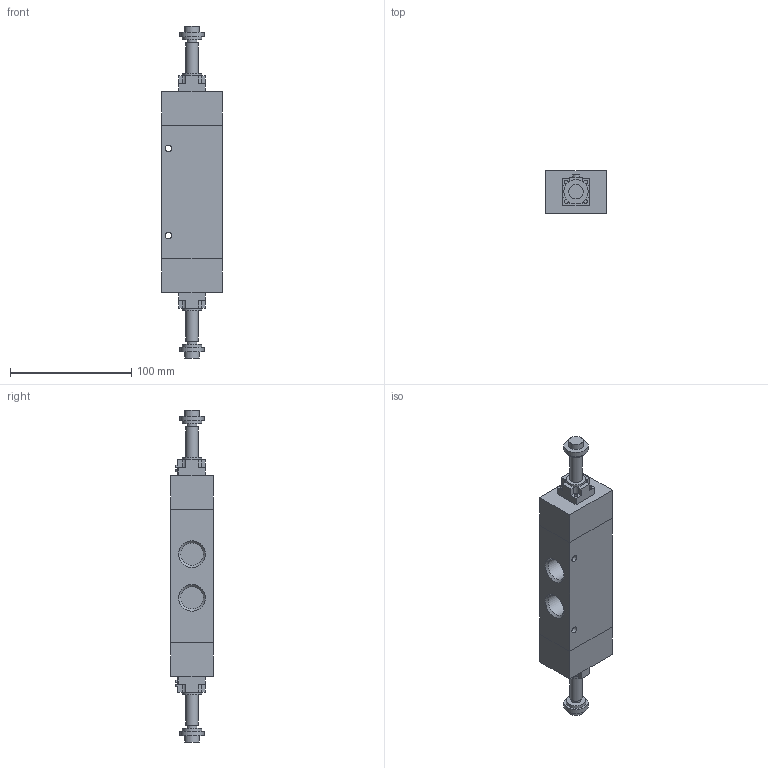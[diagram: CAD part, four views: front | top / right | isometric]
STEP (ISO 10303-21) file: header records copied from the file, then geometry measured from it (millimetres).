
FILE_DESCRIPTION((''),'2;1');
FILE_NAME('412-2_53_##_0_0_M2.stp','2006-11-25T09:11:47',('rivolro1'),(''),'Autodesk Inventor 11','Autodesk Inventor 11','');
FILE_SCHEMA(('AUTOMOTIVE_DESIGN { 1 0 10303 214 1 1 1 1 }'));
Length unit declared in the file: millimetre
Products named in the file (3): 412-2_53_##_0_0_M2; M2
Assembly tree (3 placements, depth 2):
  412-2_53_##_0_0_M2
    412-2_53_##_0_0_M2
    M2  x2
Bounding box: 50 x 35 x 274 mm (x, y, z)
Volume: 287984.7 mm3; surface area: 46106.8 mm2
Topology: 3 solids, 3 shells, 157 faces, 369 edges, 245 vertices
Faces by surface type: plane 89, cylinder 42, bspline 26
Full cylindrical faces by diameter (mm): 3 x2, 8 x2, 10 x2, 12 x2, 16 x4, 20 x2
Entity records: 2951 total; most frequent: CARTESIAN_POINT 727, DIRECTION 426, ORIENTED_EDGE 402, EDGE_CURVE 201, EDGE_LOOP 152, VERTEX_POINT 147, AXIS2_PLACEMENT_3D 146, VECTOR 134
